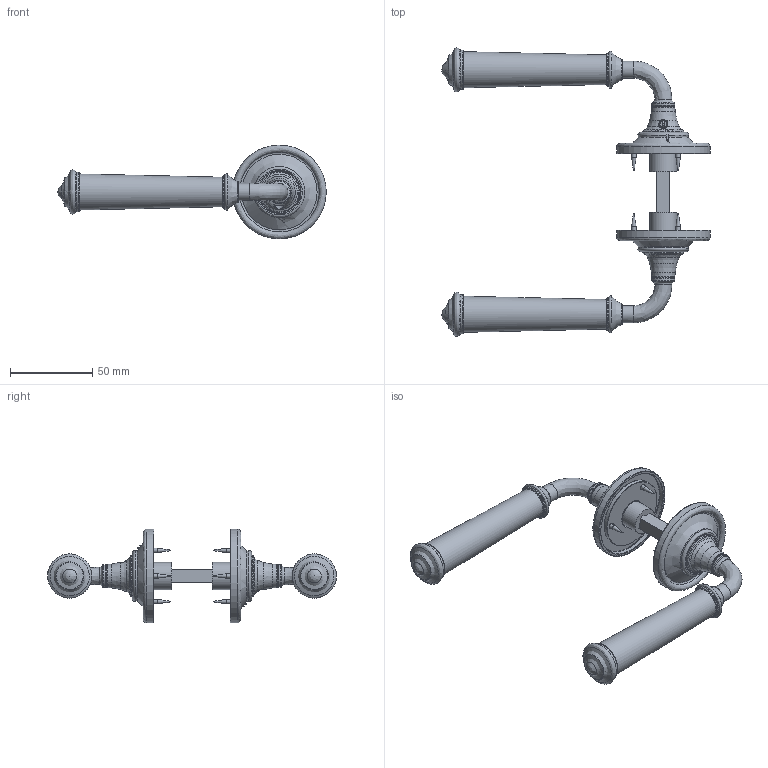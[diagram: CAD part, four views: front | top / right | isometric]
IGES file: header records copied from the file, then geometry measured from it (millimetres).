
Global section: file name: PK6981R57; native system: Autodesk Inventor 2024; preprocessor: unknown; author: camerond; date: 20250425.080932; units: millimetre
Bounding box: 163.41 x 175.99 x 57 mm (x, y, z)
Volume: 114339.8 mm3; surface area: 60370.7 mm2
Topology: 23 solids, 23 shells, 460 faces, 1288 edges, 898 vertices
Faces by surface type: bspline 460
